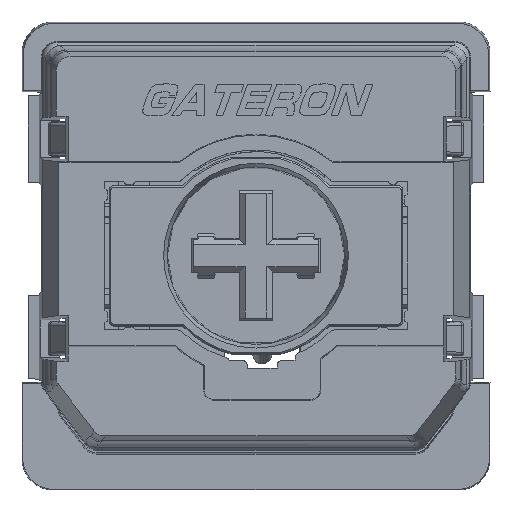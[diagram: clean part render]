
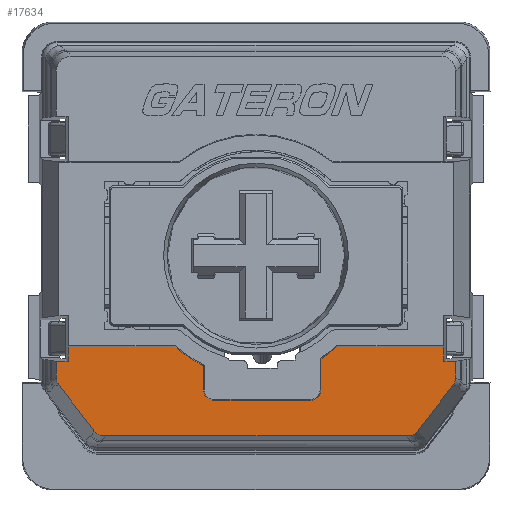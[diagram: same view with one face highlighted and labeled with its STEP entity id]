
A CAD part, top view. The second image highlights one B-rep face of the part: STEP entity #17634.
In plain terms, the highlighted planar face has unit normal (0, 0, 1).
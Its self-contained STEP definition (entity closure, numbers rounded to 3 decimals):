
#582=CIRCLE('',#18662,0.331);
#584=CIRCLE('',#18666,0.331);
#589=CIRCLE('',#18676,3.9);
#591=CIRCLE('',#18679,3.9);
#819=ELLIPSE('',#18728,0.364,0.35);
#820=ELLIPSE('',#18729,0.47,0.45);
#821=ELLIPSE('',#18730,0.47,0.45);
#822=ELLIPSE('',#18731,0.364,0.35);
#1170=FACE_OUTER_BOUND('',#2152,.T.);
#2152=EDGE_LOOP('',(#12652,#12653,#12654,#12655,#12656,#12657,#12658,#12659,
#12660,#12661,#12662,#12663,#12664,#12665,#12666,#12667,#12668,#12669,#12670,
#12671,#12672,#12673));
#3381=LINE('',#25601,#5441);
#3383=LINE('',#25613,#5443);
#3389=LINE('',#25633,#5449);
#3390=LINE('',#25637,#5450);
#3397=LINE('',#25673,#5457);
#3493=LINE('',#26011,#5553);
#3494=LINE('',#26013,#5554);
#3495=LINE('',#26015,#5555);
#3496=LINE('',#26019,#5556);
#3497=LINE('',#26023,#5557);
#3498=LINE('',#26027,#5558);
#3499=LINE('',#26031,#5559);
#3500=LINE('',#26033,#5560);
#3501=LINE('',#26034,#5561);
#5441=VECTOR('',#20665,10.);
#5443=VECTOR('',#20675,10.);
#5449=VECTOR('',#20689,10.);
#5450=VECTOR('',#20692,10.);
#5457=VECTOR('',#20721,10.);
#5553=VECTOR('',#20911,10.);
#5554=VECTOR('',#20912,1.);
#5555=VECTOR('',#20913,1.);
#5556=VECTOR('',#20916,1.);
#5557=VECTOR('',#20919,1.);
#5558=VECTOR('',#20922,1.);
#5559=VECTOR('',#20925,1.);
#5560=VECTOR('',#20926,1.);
#5561=VECTOR('',#20927,10.);
#7439=VERTEX_POINT('',#25598);
#7440=VERTEX_POINT('',#25600);
#7442=VERTEX_POINT('',#25607);
#7443=VERTEX_POINT('',#25612);
#7446=VERTEX_POINT('',#25619);
#7448=VERTEX_POINT('',#25625);
#7450=VERTEX_POINT('',#25631);
#7451=VERTEX_POINT('',#25635);
#7452=VERTEX_POINT('',#25636);
#7460=VERTEX_POINT('',#25665);
#7560=VERTEX_POINT('',#26010);
#7561=VERTEX_POINT('',#26012);
#7562=VERTEX_POINT('',#26014);
#7563=VERTEX_POINT('',#26016);
#7564=VERTEX_POINT('',#26018);
#7565=VERTEX_POINT('',#26020);
#7566=VERTEX_POINT('',#26022);
#7567=VERTEX_POINT('',#26024);
#7568=VERTEX_POINT('',#26026);
#7569=VERTEX_POINT('',#26028);
#7570=VERTEX_POINT('',#26030);
#7571=VERTEX_POINT('',#26032);
#9309=EDGE_CURVE('',#7440,#7439,#3381,.T.);
#9312=EDGE_CURVE('',#7439,#7442,#582,.T.);
#9314=EDGE_CURVE('',#7442,#7443,#3383,.T.);
#9318=EDGE_CURVE('',#7443,#7446,#584,.T.);
#9323=EDGE_CURVE('',#7448,#7450,#3389,.T.);
#9324=EDGE_CURVE('',#7451,#7452,#3390,.T.);
#9336=EDGE_CURVE('',#7452,#7440,#589,.T.);
#9339=EDGE_CURVE('',#7460,#7448,#591,.T.);
#9340=EDGE_CURVE('',#7446,#7460,#3397,.T.);
#9470=EDGE_CURVE('',#7450,#7560,#3493,.T.);
#9471=EDGE_CURVE('',#7560,#7561,#3494,.T.);
#9472=EDGE_CURVE('',#7561,#7562,#3495,.T.);
#9473=EDGE_CURVE('',#7562,#7563,#819,.T.);
#9474=EDGE_CURVE('',#7563,#7564,#3496,.T.);
#9475=EDGE_CURVE('',#7564,#7565,#820,.T.);
#9476=EDGE_CURVE('',#7565,#7566,#3497,.T.);
#9477=EDGE_CURVE('',#7566,#7567,#821,.T.);
#9478=EDGE_CURVE('',#7567,#7568,#3498,.T.);
#9479=EDGE_CURVE('',#7568,#7569,#822,.T.);
#9480=EDGE_CURVE('',#7569,#7570,#3499,.T.);
#9481=EDGE_CURVE('',#7570,#7571,#3500,.T.);
#9482=EDGE_CURVE('',#7571,#7451,#3501,.T.);
#12652=ORIENTED_EDGE('',*,*,#9324,.T.);
#12653=ORIENTED_EDGE('',*,*,#9336,.T.);
#12654=ORIENTED_EDGE('',*,*,#9309,.T.);
#12655=ORIENTED_EDGE('',*,*,#9312,.T.);
#12656=ORIENTED_EDGE('',*,*,#9314,.T.);
#12657=ORIENTED_EDGE('',*,*,#9318,.T.);
#12658=ORIENTED_EDGE('',*,*,#9340,.T.);
#12659=ORIENTED_EDGE('',*,*,#9339,.T.);
#12660=ORIENTED_EDGE('',*,*,#9323,.T.);
#12661=ORIENTED_EDGE('',*,*,#9470,.T.);
#12662=ORIENTED_EDGE('',*,*,#9471,.T.);
#12663=ORIENTED_EDGE('',*,*,#9472,.T.);
#12664=ORIENTED_EDGE('',*,*,#9473,.T.);
#12665=ORIENTED_EDGE('',*,*,#9474,.T.);
#12666=ORIENTED_EDGE('',*,*,#9475,.T.);
#12667=ORIENTED_EDGE('',*,*,#9476,.T.);
#12668=ORIENTED_EDGE('',*,*,#9477,.T.);
#12669=ORIENTED_EDGE('',*,*,#9478,.T.);
#12670=ORIENTED_EDGE('',*,*,#9479,.T.);
#12671=ORIENTED_EDGE('',*,*,#9480,.T.);
#12672=ORIENTED_EDGE('',*,*,#9481,.T.);
#12673=ORIENTED_EDGE('',*,*,#9482,.T.);
#16923=PLANE('',#18727);
#17634=ADVANCED_FACE('',(#1170),#16923,.F.);
#18662=AXIS2_PLACEMENT_3D('',#25609,#20669,#20670);
#18666=AXIS2_PLACEMENT_3D('',#25621,#20681,#20682);
#18676=AXIS2_PLACEMENT_3D('',#25663,#20711,#20712);
#18679=AXIS2_PLACEMENT_3D('',#25671,#20717,#20718);
#18727=AXIS2_PLACEMENT_3D('',#26009,#20909,#20910);
#18728=AXIS2_PLACEMENT_3D('',#26017,#20914,#20915);
#18729=AXIS2_PLACEMENT_3D('',#26021,#20917,#20918);
#18730=AXIS2_PLACEMENT_3D('',#26025,#20920,#20921);
#18731=AXIS2_PLACEMENT_3D('',#26029,#20923,#20924);
#20665=DIRECTION('',(0.,-1.,0.));
#20669=DIRECTION('center_axis',(0.,0.,-1.));
#20670=DIRECTION('ref_axis',(-1.,0.,0.));
#20675=DIRECTION('',(-1.,0.,0.));
#20681=DIRECTION('center_axis',(0.,0.,-1.));
#20682=DIRECTION('ref_axis',(0.,1.,0.));
#20689=DIRECTION('',(-1.,0.,0.));
#20692=DIRECTION('',(-1.,0.,0.));
#20711=DIRECTION('center_axis',(0.,0.,-1.));
#20712=DIRECTION('ref_axis',(0.,1.,0.));
#20717=DIRECTION('center_axis',(0.,0.,-1.));
#20718=DIRECTION('ref_axis',(0.,1.,0.));
#20721=DIRECTION('',(0.,1.,0.));
#20909=DIRECTION('center_axis',(0.,0.,-1.));
#20910=DIRECTION('ref_axis',(0.,-1.,0.));
#20911=DIRECTION('',(0.,-1.,0.));
#20912=DIRECTION('',(-1.,0.,0.));
#20913=DIRECTION('',(0.,-1.,0.));
#20914=DIRECTION('center_axis',(0.,0.,1.));
#20915=DIRECTION('ref_axis',(0.947,0.322,0.));
#20916=DIRECTION('',(0.609,-0.793,0.));
#20917=DIRECTION('center_axis',(0.,0.,1.));
#20918=DIRECTION('ref_axis',(0.442,0.897,0.));
#20919=DIRECTION('',(1.,0.,0.));
#20920=DIRECTION('center_axis',(0.,0.,1.));
#20921=DIRECTION('ref_axis',(0.442,-0.897,0.));
#20922=DIRECTION('',(0.609,0.793,0.));
#20923=DIRECTION('center_axis',(0.,0.,1.));
#20924=DIRECTION('ref_axis',(-0.947,0.322,0.));
#20925=DIRECTION('',(0.,1.,0.));
#20926=DIRECTION('',(-1.,0.,0.));
#20927=DIRECTION('',(0.,1.,0.));
#25598=CARTESIAN_POINT('',(2.081,-4.3,8.8));
#25600=CARTESIAN_POINT('',(2.081,-3.299,8.8));
#25601=CARTESIAN_POINT('',(2.081,-2.929,8.8));
#25607=CARTESIAN_POINT('',(1.75,-4.631,8.8));
#25609=CARTESIAN_POINT('Origin',(1.75,-4.3,8.8));
#25612=CARTESIAN_POINT('',(-1.35,-4.631,8.8));
#25613=CARTESIAN_POINT('',(-1.454,-4.631,8.8));
#25619=CARTESIAN_POINT('',(-1.681,-4.3,8.8));
#25621=CARTESIAN_POINT('Origin',(-1.35,-4.3,8.8));
#25625=CARTESIAN_POINT('',(-2.596,-2.911,8.8));
#25631=CARTESIAN_POINT('',(-6.021,-2.911,8.8));
#25633=CARTESIAN_POINT('',(-2.604,-2.911,8.8));
#25635=CARTESIAN_POINT('',(6.021,-2.911,8.8));
#25636=CARTESIAN_POINT('',(2.596,-2.911,8.8));
#25637=CARTESIAN_POINT('',(-2.604,-2.911,8.8));
#25663=CARTESIAN_POINT('Origin',(0.,0.,8.8));
#25665=CARTESIAN_POINT('',(-1.681,-3.519,8.8));
#25671=CARTESIAN_POINT('Origin',(0.,0.,8.8));
#25673=CARTESIAN_POINT('',(-1.681,-0.796,8.8));
#26009=CARTESIAN_POINT('Origin',(0.,0.,8.8));
#26010=CARTESIAN_POINT('',(-6.021,-3.379,8.8));
#26011=CARTESIAN_POINT('',(-6.021,-2.073,8.8));
#26012=CARTESIAN_POINT('',(-6.396,-3.379,8.8));
#26013=CARTESIAN_POINT('',(-6.021,-3.379,8.8));
#26014=CARTESIAN_POINT('',(-6.396,-3.923,8.8));
#26015=CARTESIAN_POINT('',(-6.396,-3.379,8.8));
#26016=CARTESIAN_POINT('',(-6.326,-4.128,8.8));
#26017=CARTESIAN_POINT('Origin',(-6.034,-3.914,8.8));
#26018=CARTESIAN_POINT('',(-5.195,-5.602,8.8));
#26019=CARTESIAN_POINT('',(-6.326,-4.128,8.8));
#26020=CARTESIAN_POINT('',(-4.85,-5.771,8.8));
#26021=CARTESIAN_POINT('Origin',(-4.834,-5.305,8.8));
#26022=CARTESIAN_POINT('',(4.85,-5.771,8.8));
#26023=CARTESIAN_POINT('',(-4.85,-5.771,8.8));
#26024=CARTESIAN_POINT('',(5.195,-5.602,8.8));
#26025=CARTESIAN_POINT('Origin',(4.834,-5.305,8.8));
#26026=CARTESIAN_POINT('',(6.326,-4.128,8.8));
#26027=CARTESIAN_POINT('',(5.195,-5.602,8.8));
#26028=CARTESIAN_POINT('',(6.396,-3.923,8.8));
#26029=CARTESIAN_POINT('Origin',(6.034,-3.914,8.8));
#26030=CARTESIAN_POINT('',(6.396,-3.379,8.8));
#26031=CARTESIAN_POINT('',(6.396,-3.923,8.8));
#26032=CARTESIAN_POINT('',(6.021,-3.379,8.8));
#26033=CARTESIAN_POINT('',(6.396,-3.379,8.8));
#26034=CARTESIAN_POINT('',(6.021,-2.073,8.8));
